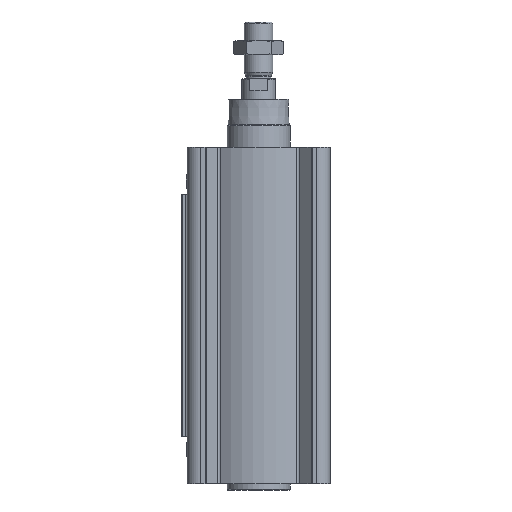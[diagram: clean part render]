
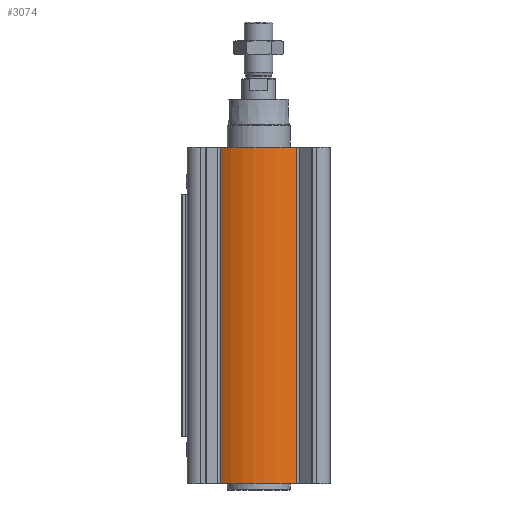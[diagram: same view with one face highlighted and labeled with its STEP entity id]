
A CAD part, left-side view. The second image highlights one B-rep face of the part: STEP entity #3074.
In plain terms, the highlighted cylindrical face has radius 67 mm (diameter 134 mm), a partial arc.
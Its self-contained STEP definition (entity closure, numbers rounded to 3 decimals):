
#131=LINE('',#5091,#316);
#132=LINE('',#5093,#317);
#316=VECTOR('',#3916,1000.);
#317=VECTOR('',#3919,1000.);
#598=CIRCLE('',#3350,67.);
#618=CIRCLE('',#3378,67.);
#889=ORIENTED_EDGE('',*,*,#1616,.T.);
#890=ORIENTED_EDGE('',*,*,#1683,.F.);
#891=ORIENTED_EDGE('',*,*,#1652,.F.);
#892=ORIENTED_EDGE('',*,*,#1682,.T.);
#1616=EDGE_CURVE('',#2023,#2022,#598,.T.);
#1652=EDGE_CURVE('',#2049,#2050,#618,.T.);
#1682=EDGE_CURVE('',#2049,#2023,#131,.T.);
#1683=EDGE_CURVE('',#2050,#2022,#132,.T.);
#2022=VERTEX_POINT('',#4960);
#2023=VERTEX_POINT('',#4962);
#2049=VERTEX_POINT('',#5031);
#2050=VERTEX_POINT('',#5033);
#2362=EDGE_LOOP('',(#889,#890,#891,#892));
#2699=FACE_BOUND('',#2362,.T.);
#3003=CYLINDRICAL_SURFACE('',#3398,67.);
#3074=ADVANCED_FACE('',(#2699),#3003,.T.);
#3350=AXIS2_PLACEMENT_3D('',#4961,#3790,#3791);
#3378=AXIS2_PLACEMENT_3D('',#5032,#3862,#3863);
#3398=AXIS2_PLACEMENT_3D('',#5092,#3917,#3918);
#3790=DIRECTION('',(0.,0.,1.));
#3791=DIRECTION('',(1.,0.,0.));
#3862=DIRECTION('',(0.,0.,1.));
#3863=DIRECTION('',(1.,0.,0.));
#3916=DIRECTION('',(0.,0.,-1.));
#3917=DIRECTION('',(0.,0.,-1.));
#3918=DIRECTION('',(-1.,0.,0.));
#3919=DIRECTION('',(0.,0.,-1.));
#4960=CARTESIAN_POINT('',(-56.485,-36.035,-320.));
#4961=CARTESIAN_POINT('',(0.,0.,-320.));
#4962=CARTESIAN_POINT('',(-56.485,36.035,-320.));
#5031=CARTESIAN_POINT('',(-56.485,36.035,0.));
#5032=CARTESIAN_POINT('',(0.,0.,0.));
#5033=CARTESIAN_POINT('',(-56.485,-36.035,0.));
#5091=CARTESIAN_POINT('',(-56.485,36.035,0.));
#5092=CARTESIAN_POINT('',(0.,0.,0.));
#5093=CARTESIAN_POINT('',(-56.485,-36.035,0.));
